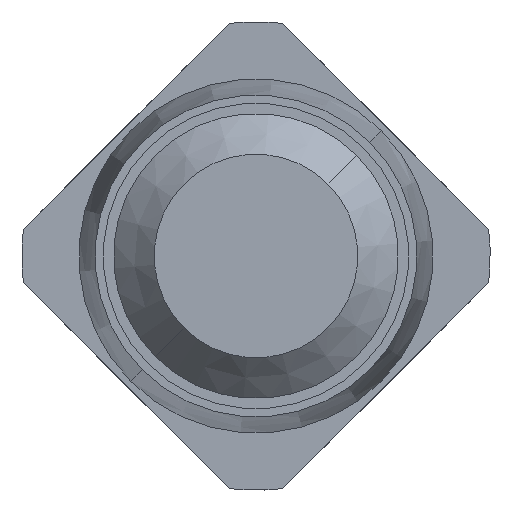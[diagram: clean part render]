
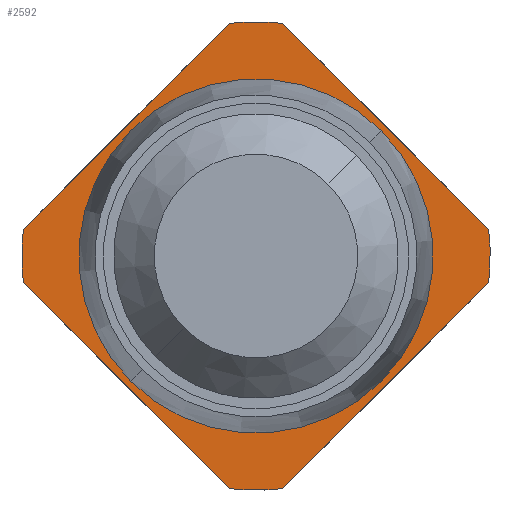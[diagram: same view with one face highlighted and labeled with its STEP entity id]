
A CAD part, front view. The second image highlights one B-rep face of the part: STEP entity #2592.
In plain terms, the highlighted planar face has unit normal (0, -1, 0).
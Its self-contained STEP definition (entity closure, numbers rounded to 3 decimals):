
#2 = CARTESIAN_POINT ( 'NONE',  ( 0.065, -2.9, 0.571 ) ) ;
#58 = AXIS2_PLACEMENT_3D ( 'NONE', #3448, #285, #258 ) ;
#93 = VECTOR ( 'NONE', #859, 1000. ) ;
#192 = CARTESIAN_POINT ( 'NONE',  ( -0.308, -2.9, -0.308 ) ) ;
#258 = DIRECTION ( 'NONE',  ( 0.707, 0., 0.707 ) ) ;
#266 = DIRECTION ( 'NONE',  ( 0., 1., 0. ) ) ;
#269 = CARTESIAN_POINT ( 'NONE',  ( 0., -2.9, 0. ) ) ;
#285 = DIRECTION ( 'NONE',  ( 0., 1., 0. ) ) ;
#335 = DIRECTION ( 'NONE',  ( 0.707, 0., 0.707 ) ) ;
#338 = EDGE_CURVE ( 'Defeature ausgef�hrt3_14+Defeature ausgef�hrt3_19+Defeature ausgef�hrt3_19+Defeature ausgef�hrt3_19', #3052, #1384, #668, .T. ) ;
#346 = CARTESIAN_POINT ( 'NONE',  ( 0., -2.9, 0. ) ) ;
#357 = DIRECTION ( 'NONE',  ( 0., 1., 0. ) ) ;
#455 = VERTEX_POINT ( 'NONE', #3483 ) ;
#493 = ORIENTED_EDGE ( 'NONE', *, *, #3978, .F. ) ;
#542 = CARTESIAN_POINT ( 'NONE',  ( 0.065, -2.9, -0.571 ) ) ;
#556 = CARTESIAN_POINT ( 'NONE',  ( 0.088, -2.9, -0.725 ) ) ;
#567 = DIRECTION ( 'NONE',  ( 0.707, 0., 0.707 ) ) ;
#574 = DIRECTION ( 'NONE',  ( 0.707, 0., -0.707 ) ) ;
#662 = DIRECTION ( 'NONE',  ( 0., 1., 0. ) ) ;
#668 = CIRCLE ( 'NONE', #3362, 0.435 ) ;
#742 = EDGE_CURVE ( 'Defeature ausgef�hrt3_12+Defeature ausgef�hrt3_14+Defeature ausgef�hrt3_24+Defeature ausgef�hrt3_23', #1743, #455, #1057, .T. ) ;
#746 = CIRCLE ( 'NONE', #3182, 0.575 ) ;
#753 = EDGE_LOOP ( 'NONE', ( #493, #2404, #1131, #2678, #2362, #3466, #1284, #980 ) ) ;
#793 = LINE ( 'NONE', #1759, #2639 ) ;
#822 = VERTEX_POINT ( 'NONE', #2851 ) ;
#850 = VECTOR ( 'NONE', #335, 1000. ) ;
#859 = DIRECTION ( 'NONE',  ( -0.707, 0., 0.707 ) ) ;
#956 = FACE_OUTER_BOUND ( 'NONE', #753, .T. ) ;
#980 = ORIENTED_EDGE ( 'NONE', *, *, #3482, .F. ) ;
#1004 = LINE ( 'NONE', #2767, #3791 ) ;
#1057 = CIRCLE ( 'NONE', #58, 0.575 ) ;
#1131 = ORIENTED_EDGE ( 'NONE', *, *, #2067, .F. ) ;
#1247 = CARTESIAN_POINT ( 'NONE',  ( -0.318, -2.9, 0.318 ) ) ;
#1284 = ORIENTED_EDGE ( 'NONE', *, *, #1589, .F. ) ;
#1384 = VERTEX_POINT ( 'NONE', #2619 ) ;
#1489 = CARTESIAN_POINT ( 'NONE',  ( 0.571, -2.9, -0.065 ) ) ;
#1540 = AXIS2_PLACEMENT_3D ( 'NONE', #4047, #266, #567 ) ;
#1589 = EDGE_CURVE ( 'Defeature ausgef�hrt3_24+Defeature ausgef�hrt3_14+Defeature ausgef�hrt3_10+Defeature ausgef�hrt3_12', #3642, #1743, #2801, .T. ) ;
#1622 = EDGE_CURVE ( 'Defeature ausgef�hrt3_13+Defeature ausgef�hrt3_14+Defeature ausgef�hrt3_23+Defeature ausgef�hrt3_22', #2941, #3232, #3297, .T. ) ;
#1637 = DIRECTION ( 'NONE',  ( 0., 1., 0. ) ) ;
#1675 = EDGE_CURVE ( 'Defeature ausgef�hrt3_23+Defeature ausgef�hrt3_14+Defeature ausgef�hrt3_12+Defeature ausgef�hrt3_13', #455, #2941, #1928, .T. ) ;
#1743 = VERTEX_POINT ( 'NONE', #2600 ) ;
#1748 = EDGE_CURVE ( 'Defeature ausgef�hrt3_14+Defeature ausgef�hrt3_19+Defeature ausgef�hrt3_19+Defeature ausgef�hrt3_19', #1384, #3052, #4040, .T. ) ;
#1759 = CARTESIAN_POINT ( 'NONE',  ( 0.318, -2.9, -0.318 ) ) ;
#1928 = LINE ( 'NONE', #1247, #850 ) ;
#1945 = AXIS2_PLACEMENT_3D ( 'NONE', #3210, #1637, #2287 ) ;
#2066 = EDGE_LOOP ( 'NONE', ( #3230, #2929 ) ) ;
#2067 = EDGE_CURVE ( 'Defeature ausgef�hrt3_22+Defeature ausgef�hrt3_14+Defeature ausgef�hrt3_13+Defeature ausgef�hrt3_11', #3232, #822, #1004, .T. ) ;
#2078 = DIRECTION ( 'NONE',  ( 0., 1., 0. ) ) ;
#2287 = DIRECTION ( 'NONE',  ( 0.707, 0., 0.707 ) ) ;
#2362 = ORIENTED_EDGE ( 'NONE', *, *, #1675, .F. ) ;
#2393 = DIRECTION ( 'NONE',  ( -0.707, 0., -0.707 ) ) ;
#2404 = ORIENTED_EDGE ( 'NONE', *, *, #2858, .F. ) ;
#2429 = DIRECTION ( 'NONE',  ( 0.707, 0., 0.707 ) ) ;
#2451 = VERTEX_POINT ( 'NONE', #1489 ) ;
#2592 = ADVANCED_FACE ( 'Defeature ausgef�hrt3_14', ( #2645, #956 ), #2889, .F. ) ;
#2600 = CARTESIAN_POINT ( 'NONE',  ( -0.571, -2.9, -0.065 ) ) ;
#2619 = CARTESIAN_POINT ( 'NONE',  ( 0.308, -2.9, 0.308 ) ) ;
#2639 = VECTOR ( 'NONE', #2393, 1000. ) ;
#2645 = FACE_BOUND ( 'NONE', #2066, .T. ) ;
#2678 = ORIENTED_EDGE ( 'NONE', *, *, #1622, .F. ) ;
#2767 = CARTESIAN_POINT ( 'NONE',  ( 0.725, -2.9, -0.088 ) ) ;
#2775 = CARTESIAN_POINT ( 'NONE',  ( -0.065, -2.9, -0.571 ) ) ;
#2801 = LINE ( 'NONE', #556, #93 ) ;
#2844 = CIRCLE ( 'NONE', #1540, 0.575 ) ;
#2851 = CARTESIAN_POINT ( 'NONE',  ( 0.571, -2.9, 0.065 ) ) ;
#2858 = EDGE_CURVE ( 'Defeature ausgef�hrt3_11+Defeature ausgef�hrt3_14+Defeature ausgef�hrt3_22+Defeature ausgef�hrt3_25', #822, #2451, #2844, .T. ) ;
#2889 = PLANE ( 'NONE',  #3334 ) ;
#2929 = ORIENTED_EDGE ( 'NONE', *, *, #338, .T. ) ;
#2941 = VERTEX_POINT ( 'NONE', #3918 ) ;
#3052 = VERTEX_POINT ( 'NONE', #192 ) ;
#3182 = AXIS2_PLACEMENT_3D ( 'NONE', #269, #2078, #2429 ) ;
#3185 = DIRECTION ( 'NONE',  ( 0., 1., 0. ) ) ;
#3210 = CARTESIAN_POINT ( 'NONE',  ( 0., -2.9, 0. ) ) ;
#3230 = ORIENTED_EDGE ( 'NONE', *, *, #1748, .T. ) ;
#3232 = VERTEX_POINT ( 'NONE', #2 ) ;
#3297 = CIRCLE ( 'NONE', #3626, 0.575 ) ;
#3334 = AXIS2_PLACEMENT_3D ( 'NONE', #3542, #3185, #3534 ) ;
#3362 = AXIS2_PLACEMENT_3D ( 'NONE', #346, #357, #3826 ) ;
#3448 = CARTESIAN_POINT ( 'NONE',  ( 0., -2.9, 0. ) ) ;
#3466 = ORIENTED_EDGE ( 'NONE', *, *, #742, .F. ) ;
#3479 = VERTEX_POINT ( 'NONE', #542 ) ;
#3482 = EDGE_CURVE ( 'Defeature ausgef�hrt3_10+Defeature ausgef�hrt3_14+Defeature ausgef�hrt3_25+Defeature ausgef�hrt3_24', #3479, #3642, #746, .T. ) ;
#3483 = CARTESIAN_POINT ( 'NONE',  ( -0.571, -2.9, 0.065 ) ) ;
#3513 = CARTESIAN_POINT ( 'NONE',  ( 0., -2.9, 0. ) ) ;
#3534 = DIRECTION ( 'NONE',  ( 0.707, 0., 0.707 ) ) ;
#3542 = CARTESIAN_POINT ( 'NONE',  ( 0.407, -2.9, -0.407 ) ) ;
#3626 = AXIS2_PLACEMENT_3D ( 'NONE', #3513, #662, #4098 ) ;
#3642 = VERTEX_POINT ( 'NONE', #2775 ) ;
#3791 = VECTOR ( 'NONE', #574, 1000. ) ;
#3826 = DIRECTION ( 'NONE',  ( 0.707, 0., 0.707 ) ) ;
#3918 = CARTESIAN_POINT ( 'NONE',  ( -0.065, -2.9, 0.571 ) ) ;
#3978 = EDGE_CURVE ( 'Defeature ausgef�hrt3_25+Defeature ausgef�hrt3_14+Defeature ausgef�hrt3_11+Defeature ausgef�hrt3_10', #2451, #3479, #793, .T. ) ;
#4040 = CIRCLE ( 'NONE', #1945, 0.435 ) ;
#4047 = CARTESIAN_POINT ( 'NONE',  ( 0., -2.9, 0. ) ) ;
#4098 = DIRECTION ( 'NONE',  ( 0.707, 0., 0.707 ) ) ;
